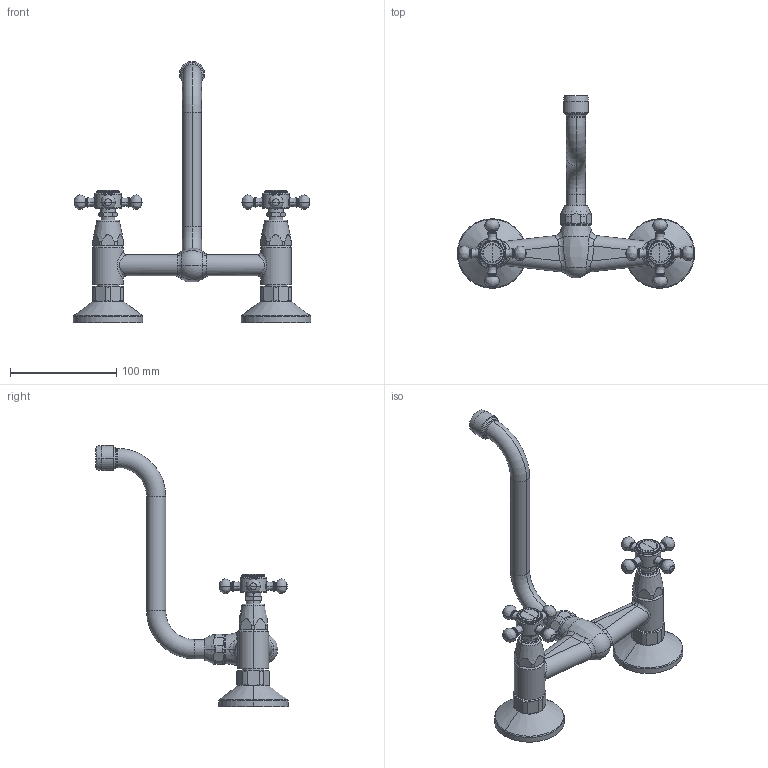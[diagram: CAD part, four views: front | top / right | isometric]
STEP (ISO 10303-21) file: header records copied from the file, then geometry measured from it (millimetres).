
FILE_DESCRIPTION((''),'2;1');
FILE_NAME('VLV161CR','2021-11-11T08:45:03',('ut3'),('PAFFONI SpA'),'CREO PARAMETRIC BY PTC INC, 2020044','CREO PARAMETRIC BY PTC INC, 2020044','');
FILE_SCHEMA(('CONFIG_CONTROL_DESIGN','SHAPE_APPEARANCE_LAYERS_GROUPS'));
Length unit declared in the file: millimetre
Products named in the file (1): VLV161CR
Bounding box: 223.5 x 180.95 x 245.8 mm (x, y, z)
Volume: 291883.1 mm3; surface area: 96592.9 mm2
Topology: 3 solids, 3 shells, 1497 faces, 3858 edges, 2404 vertices
Faces by surface type: plane 645, cylinder 448, torus 180, cone 130, bspline 70, sphere 24
Entity records: 63637 total; most frequent: CARTESIAN_POINT 16250, ORIENTED_EDGE 7668, DIRECTION 7400, EDGE_CURVE 3834, AXIS2_PLACEMENT_3D 2899, VERTEX_POINT 2404, FILL_AREA_STYLE_COLOUR 1729, FILL_AREA_STYLE 1729
